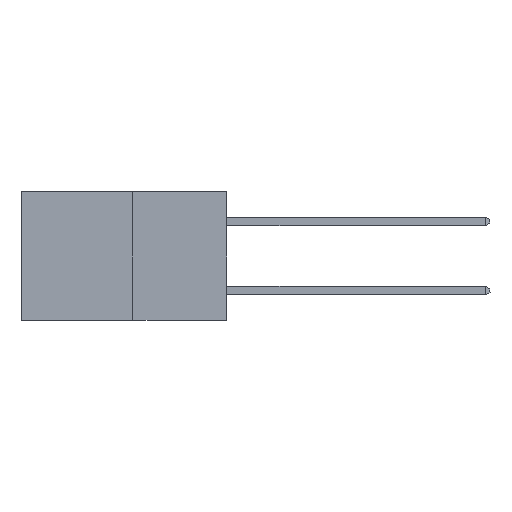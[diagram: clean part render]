
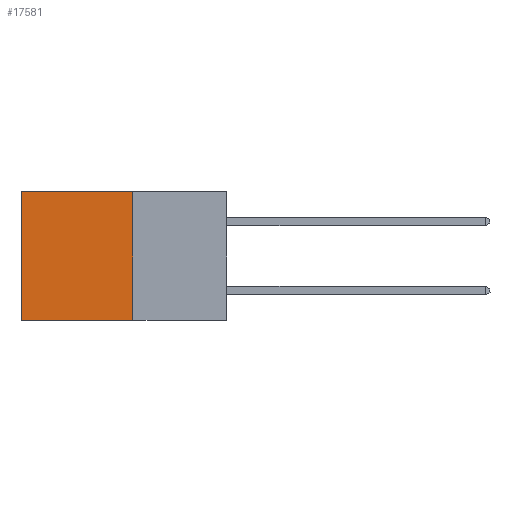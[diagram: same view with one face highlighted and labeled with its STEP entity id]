
A CAD part, left-side view. The second image highlights one B-rep face of the part: STEP entity #17581.
In plain terms, the highlighted planar face has unit normal (-1, 0, 0).
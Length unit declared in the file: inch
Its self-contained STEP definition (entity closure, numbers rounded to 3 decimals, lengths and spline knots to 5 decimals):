
#15 = EDGE_CURVE ( 'NONE', #13662, #13200, #22524, .T. ) ;
#1491 = CARTESIAN_POINT ( 'NONE',  ( 0.277, 0.27, -0.37 ) ) ;
#3005 = ORIENTED_EDGE ( 'NONE', *, *, #11866, .F. ) ;
#3691 = FACE_OUTER_BOUND ( 'NONE', #18777, .T. ) ;
#5298 = ORIENTED_EDGE ( 'NONE', *, *, #15, .F. ) ;
#5803 = VECTOR ( 'NONE', #13541, 39.37008 ) ;
#6926 = DIRECTION ( 'NONE',  ( 0., 0., -1. ) ) ;
#9096 = CARTESIAN_POINT ( 'NONE',  ( 0.277, 0.27, 0. ) ) ;
#9965 = CARTESIAN_POINT ( 'NONE',  ( 0.277, 0.59, 0. ) ) ;
#11866 = EDGE_CURVE ( 'NONE', #13200, #25922, #16539, .T. ) ;
#12286 = EDGE_CURVE ( 'NONE', #13662, #21865, #18131, .T. ) ;
#13200 = VERTEX_POINT ( 'NONE', #30454 ) ;
#13541 = DIRECTION ( 'NONE',  ( 0., 0., -1. ) ) ;
#13662 = VERTEX_POINT ( 'NONE', #19372 ) ;
#14439 = CARTESIAN_POINT ( 'NONE',  ( 0.277, 0.27, -0.37 ) ) ;
#15595 = VECTOR ( 'NONE', #17773, 39.37008 ) ;
#16539 = LINE ( 'NONE', #28602, #29581 ) ;
#17072 = DIRECTION ( 'NONE',  ( 0., 1., 0. ) ) ;
#17581 = ADVANCED_FACE ( 'NONE', ( #3691 ), #30442, .F. ) ;
#17773 = DIRECTION ( 'NONE',  ( 0., 0., -1. ) ) ;
#18131 = LINE ( 'NONE', #9096, #31159 ) ;
#18777 = EDGE_LOOP ( 'NONE', ( #32515, #3005, #5298, #23812 ) ) ;
#19032 = AXIS2_PLACEMENT_3D ( 'NONE', #1491, #22708, #6926 ) ;
#19372 = CARTESIAN_POINT ( 'NONE',  ( 0.277, 0.27, 0. ) ) ;
#21865 = VERTEX_POINT ( 'NONE', #9965 ) ;
#21873 = CARTESIAN_POINT ( 'NONE',  ( 0.277, 0.59, -0.37 ) ) ;
#22524 = LINE ( 'NONE', #14439, #15595 ) ;
#22708 = DIRECTION ( 'NONE',  ( 1., 0., 0. ) ) ;
#23812 = ORIENTED_EDGE ( 'NONE', *, *, #12286, .T. ) ;
#25922 = VERTEX_POINT ( 'NONE', #21873 ) ;
#26023 = LINE ( 'NONE', #29198, #5803 ) ;
#28602 = CARTESIAN_POINT ( 'NONE',  ( 0.277, 0.27, -0.37 ) ) ;
#29198 = CARTESIAN_POINT ( 'NONE',  ( 0.277, 0.59, -0.37 ) ) ;
#29581 = VECTOR ( 'NONE', #31204, 39.37008 ) ;
#30442 = PLANE ( 'NONE',  #19032 ) ;
#30454 = CARTESIAN_POINT ( 'NONE',  ( 0.277, 0.27, -0.37 ) ) ;
#31159 = VECTOR ( 'NONE', #17072, 39.37008 ) ;
#31204 = DIRECTION ( 'NONE',  ( 0., 1., 0. ) ) ;
#32280 = EDGE_CURVE ( 'NONE', #21865, #25922, #26023, .T. ) ;
#32515 = ORIENTED_EDGE ( 'NONE', *, *, #32280, .T. ) ;
